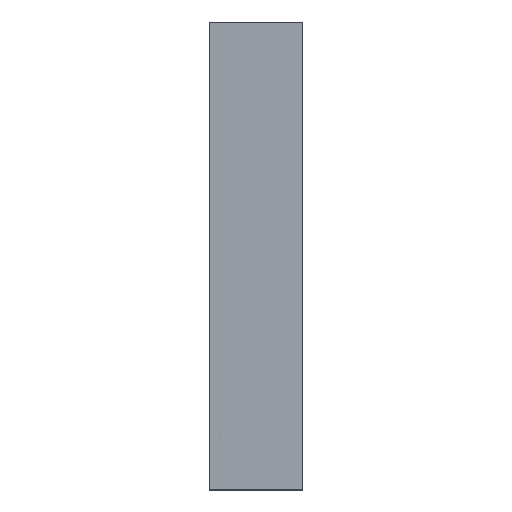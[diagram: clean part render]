
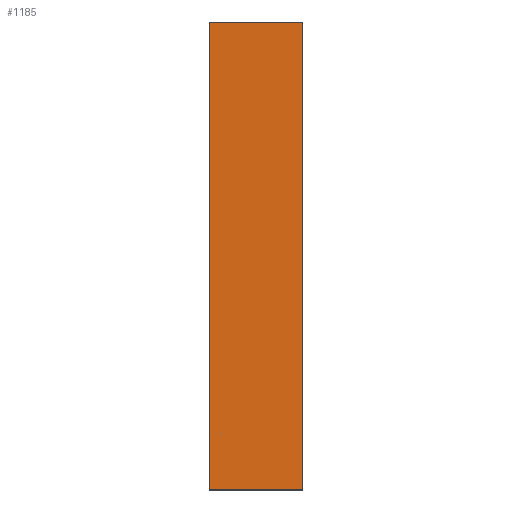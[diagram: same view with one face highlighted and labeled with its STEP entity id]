
A CAD part, left-side view. The second image highlights one B-rep face of the part: STEP entity #1185.
In plain terms, the highlighted planar face has unit normal (-1, 0, 0).
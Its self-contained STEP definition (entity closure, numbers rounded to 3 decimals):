
#151 = VECTOR ( 'NONE', #2339, 1000. ) ;
#272 = EDGE_CURVE ( 'NONE', #917, #806, #2017, .T. ) ;
#414 = LINE ( 'NONE', #453, #776 ) ;
#453 = CARTESIAN_POINT ( 'NONE',  ( -71.266, 5., 58.69 ) ) ;
#511 = LINE ( 'NONE', #2129, #151 ) ;
#636 = ORIENTED_EDGE ( 'NONE', *, *, #928, .T. ) ;
#690 = ORIENTED_EDGE ( 'NONE', *, *, #1303, .F. ) ;
#696 = ORIENTED_EDGE ( 'NONE', *, *, #272, .T. ) ;
#712 = DIRECTION ( 'NONE',  ( 0., 0., 1. ) ) ;
#776 = VECTOR ( 'NONE', #1789, 1000. ) ;
#806 = VERTEX_POINT ( 'NONE', #1857 ) ;
#852 = CARTESIAN_POINT ( 'NONE',  ( -71.266, 5., 33.69 ) ) ;
#917 = VERTEX_POINT ( 'NONE', #1457 ) ;
#928 = EDGE_CURVE ( 'NONE', #2126, #917, #511, .T. ) ;
#1059 = VERTEX_POINT ( 'NONE', #2378 ) ;
#1079 = DIRECTION ( 'NONE',  ( 0., 0., -1. ) ) ;
#1185 = ADVANCED_FACE ( 'NONE', ( #2502 ), #2832, .F. ) ;
#1215 = VECTOR ( 'NONE', #712, 1000. ) ;
#1303 = EDGE_CURVE ( 'NONE', #2126, #1059, #2086, .T. ) ;
#1310 = DIRECTION ( 'NONE',  ( 1., 0., 0. ) ) ;
#1457 = CARTESIAN_POINT ( 'NONE',  ( -71.266, 0., 33.69 ) ) ;
#1789 = DIRECTION ( 'NONE',  ( 0., -1., 0. ) ) ;
#1807 = ORIENTED_EDGE ( 'NONE', *, *, #2838, .F. ) ;
#1857 = CARTESIAN_POINT ( 'NONE',  ( -71.266, 0., 58.69 ) ) ;
#1932 = CARTESIAN_POINT ( 'NONE',  ( -71.266, 5., 33.69 ) ) ;
#2014 = EDGE_LOOP ( 'NONE', ( #696, #1807, #690, #636 ) ) ;
#2017 = LINE ( 'NONE', #2055, #1215 ) ;
#2055 = CARTESIAN_POINT ( 'NONE',  ( -71.266, 0., 33.69 ) ) ;
#2086 = LINE ( 'NONE', #852, #2471 ) ;
#2126 = VERTEX_POINT ( 'NONE', #1932 ) ;
#2129 = CARTESIAN_POINT ( 'NONE',  ( -71.266, 5., 33.69 ) ) ;
#2339 = DIRECTION ( 'NONE',  ( 0., -1., 0. ) ) ;
#2378 = CARTESIAN_POINT ( 'NONE',  ( -71.266, 5., 58.69 ) ) ;
#2471 = VECTOR ( 'NONE', #2690, 1000. ) ;
#2502 = FACE_OUTER_BOUND ( 'NONE', #2014, .T. ) ;
#2511 = AXIS2_PLACEMENT_3D ( 'NONE', #2873, #1310, #1079 ) ;
#2690 = DIRECTION ( 'NONE',  ( 0., 0., 1. ) ) ;
#2832 = PLANE ( 'NONE',  #2511 ) ;
#2838 = EDGE_CURVE ( 'NONE', #1059, #806, #414, .T. ) ;
#2873 = CARTESIAN_POINT ( 'NONE',  ( -71.266, 5., 33.69 ) ) ;
